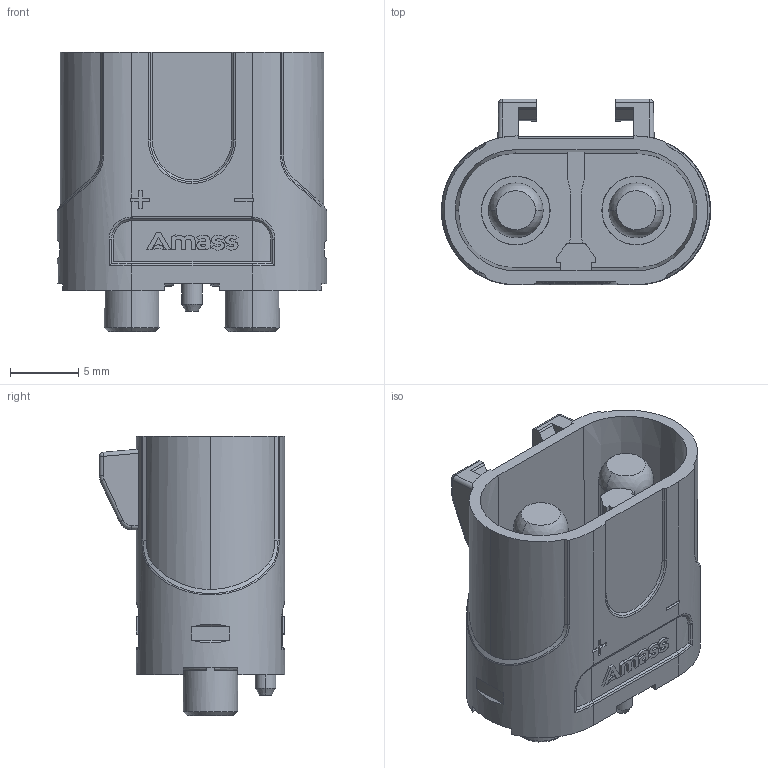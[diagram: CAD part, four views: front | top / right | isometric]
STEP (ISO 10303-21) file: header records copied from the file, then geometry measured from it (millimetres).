
FILE_DESCRIPTION (( 'STEP AP214' ), '1' );
FILE_NAME ('LCB40PB-M 窅 傀 鼎諦3D芞 V00.STEP', '2022-12-01T08:33:16', ( 'PC' ), ( '' ), 'SwSTEP 2.0', 'SolidWorks 2018', '' );
FILE_SCHEMA (( 'AUTOMOTIVE_DESIGN' ));
Length unit declared in the file: millimetre
Products named in the file (1): LCB40PB-M 窅 傀 鼎諦3D芞 V00
Bounding box: 19.65 x 13.55 x 20.4 mm (x, y, z)
Volume: 1770.7 mm3; surface area: 2764.9 mm2
Topology: 1 solids, 3 shells, 714 faces, 1943 edges, 1273 vertices
Faces by surface type: plane 380, bspline 181, cylinder 107, cone 22, torus 18, sphere 6
Entity records: 28824 total; most frequent: CARTESIAN_POINT 12035, ORIENTED_EDGE 3878, DIRECTION 2818, EDGE_CURVE 1939, VERTEX_POINT 1273, LINE 1170, VECTOR 1170, AXIS2_PLACEMENT_3D 824
